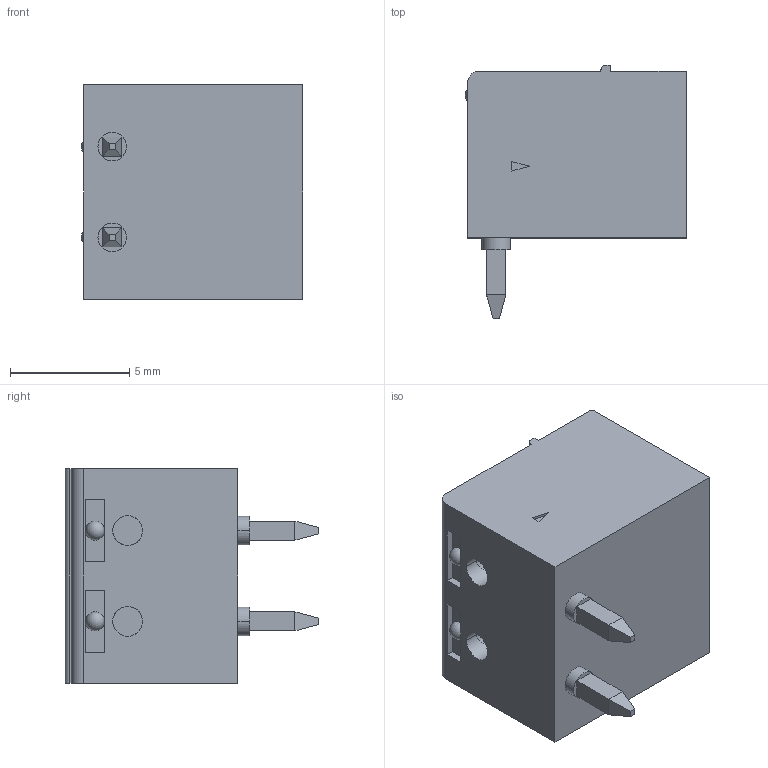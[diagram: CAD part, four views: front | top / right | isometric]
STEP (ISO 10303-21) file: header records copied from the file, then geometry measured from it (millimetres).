
FILE_DESCRIPTION(('STEP AP242'),'1');
FILE_NAME('1803277.stp','2021-11-28T17:46:07',('TraceParts'),('TraceParts S.A.'),'Spatial InterOp 3D',' ',' ');
FILE_SCHEMA(('AP242_MANAGED_MODEL_BASED_3D_ENGINEERING_MIM_LF {1 0 10303 442 1 1 4}'));
Length unit declared in the file: millimetre
Products named in the file (1): 1803277
Bounding box: 9.3 x 10.65 x 9.01 mm (x, y, z)
Volume: 360.7 mm3; surface area: 809.3 mm2
Topology: 1 solids, 1 shells, 203 faces, 500 edges, 318 vertices
Faces by surface type: plane 142, cylinder 55, cone 4, sphere 2
Entity records: 8936 total; most frequent: CARTESIAN_POINT 2434, DIRECTION 1002, ORIENTED_EDGE 992, EDGE_CURVE 496, LINE 374, VECTOR 374, VERTEX_POINT 318, AXIS2_PLACEMENT_3D 314
